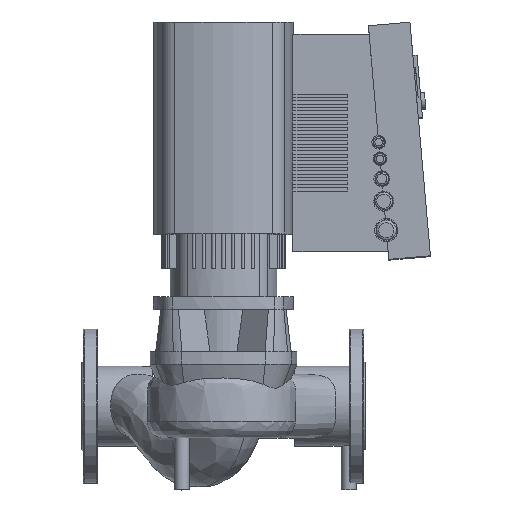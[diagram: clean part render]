
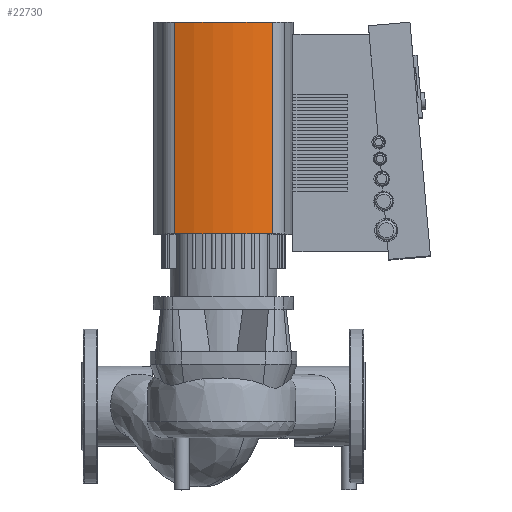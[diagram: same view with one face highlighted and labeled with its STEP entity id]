
A CAD part, top view. The second image highlights one B-rep face of the part: STEP entity #22730.
In plain terms, the highlighted cylindrical face has radius 166.2 mm (diameter 332.4 mm), a partial arc.
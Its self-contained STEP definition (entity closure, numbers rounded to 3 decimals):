
#1531=LINE($,#67235,#3805);
#1533=LINE($,#67243,#3807);
#3805=VECTOR($,#28973,254.);
#3807=VECTOR($,#28981,254.);
#6735=FACE_OUTER_BOUND($,#8117,.T.);
#8117=EDGE_LOOP($,(#18777,#18778,#18779,#18780));
#9206=CIRCLE($,#24540,166.2);
#9207=CIRCLE($,#24541,166.2);
#10766=VERTEX_POINT($,#67232);
#10767=VERTEX_POINT($,#67234);
#10769=VERTEX_POINT($,#67240);
#10770=VERTEX_POINT($,#67242);
#13595=EDGE_CURVE($,#10766,#10767,#1531,.T.);
#13598=EDGE_CURVE($,#10766,#10769,#9206,.T.);
#13599=EDGE_CURVE($,#10770,#10769,#1533,.T.);
#13600=EDGE_CURVE($,#10770,#10767,#9207,.T.);
#18777=ORIENTED_EDGE($,*,*,#13595,.F.);
#18778=ORIENTED_EDGE($,*,*,#13598,.T.);
#18779=ORIENTED_EDGE($,*,*,#13599,.F.);
#18780=ORIENTED_EDGE($,*,*,#13600,.T.);
#21892=CYLINDRICAL_SURFACE($,#24539,166.2);
#22730=ADVANCED_FACE($,(#6735),#21892,.T.);
#24539=AXIS2_PLACEMENT_3D($,#67239,#28977,#28978);
#24540=AXIS2_PLACEMENT_3D($,#67241,#28979,#28980);
#24541=AXIS2_PLACEMENT_3D($,#67244,#28982,#28983);
#28973=DIRECTION($,(0.,1.,0.));
#28977=DIRECTION('center_axis',(0.,-1.,0.));
#28978=DIRECTION('ref_axis',(0.415,0.,0.91));
#28979=DIRECTION('center_axis',(0.,1.,0.));
#28980=DIRECTION('ref_axis',(0.415,0.,0.91));
#28981=DIRECTION($,(0.,-1.,0.));
#28982=DIRECTION('center_axis',(0.,-1.,0.));
#28983=DIRECTION('ref_axis',(0.415,0.,0.91));
#67232=CARTESIAN_POINT('',(111.275,206.,238.279));
#67234=CARTESIAN_POINT('',(111.275,460.,238.279));
#67235=CARTESIAN_POINT($,(111.275,460.,238.279));
#67239=CARTESIAN_POINT('Origin',(170.,460.,82.8));
#67240=CARTESIAN_POINT('',(228.725,206.,238.279));
#67241=CARTESIAN_POINT('Origin',(170.,206.,82.8));
#67242=CARTESIAN_POINT('',(228.725,460.,238.279));
#67243=CARTESIAN_POINT($,(228.725,460.,238.279));
#67244=CARTESIAN_POINT('Origin',(170.,460.,82.8));
